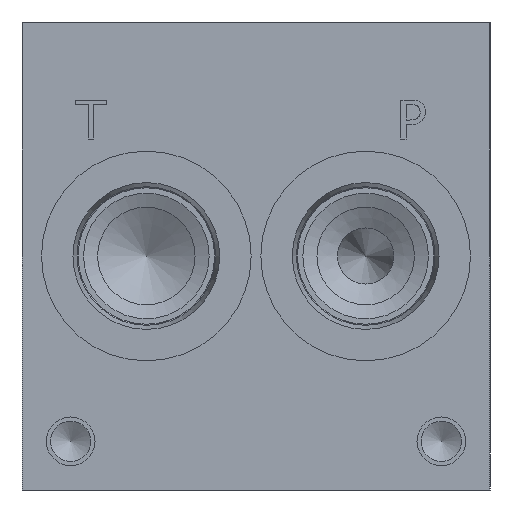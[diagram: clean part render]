
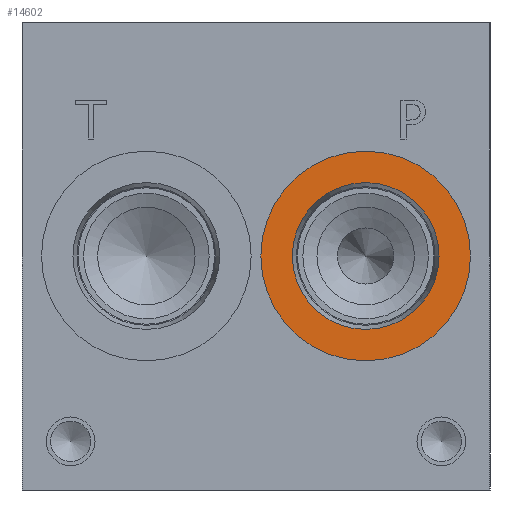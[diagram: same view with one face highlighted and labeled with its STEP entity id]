
A CAD part, left-side view. The second image highlights one B-rep face of the part: STEP entity #14602.
In plain terms, the highlighted planar face has unit normal (-1, 0, 0).
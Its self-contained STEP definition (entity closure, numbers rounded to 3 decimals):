
#410=CIRCLE('',#15424,17.069);
#411=CIRCLE('',#15425,17.069);
#412=CIRCLE('',#15426,11.951);
#615=FACE_BOUND('',#2592,.T.);
#1040=PLANE('',#15423);
#1744=FACE_OUTER_BOUND('',#2591,.T.);
#2591=EDGE_LOOP('',(#12807,#12808));
#2592=EDGE_LOOP('',(#12809));
#6956=VERTEX_POINT('',#24980);
#6957=VERTEX_POINT('',#24981);
#6958=VERTEX_POINT('',#24984);
#8952=EDGE_CURVE('',#6956,#6957,#410,.T.);
#8953=EDGE_CURVE('',#6957,#6956,#411,.T.);
#8954=EDGE_CURVE('',#6958,#6958,#412,.T.);
#12807=ORIENTED_EDGE('',*,*,#8952,.T.);
#12808=ORIENTED_EDGE('',*,*,#8953,.T.);
#12809=ORIENTED_EDGE('',*,*,#8954,.F.);
#14602=ADVANCED_FACE('',(#1744,#615),#1040,.T.);
#15423=AXIS2_PLACEMENT_3D('',#24979,#18344,#18345);
#15424=AXIS2_PLACEMENT_3D('',#24982,#18346,#18347);
#15425=AXIS2_PLACEMENT_3D('',#24983,#18348,#18349);
#15426=AXIS2_PLACEMENT_3D('',#24985,#18350,#18351);
#18344=DIRECTION('center_axis',(-1.,0.,0.));
#18345=DIRECTION('ref_axis',(0.,1.,0.));
#18346=DIRECTION('center_axis',(-1.,0.,0.));
#18347=DIRECTION('ref_axis',(0.,1.,0.));
#18348=DIRECTION('center_axis',(-1.,0.,0.));
#18349=DIRECTION('ref_axis',(0.,1.,0.));
#18350=DIRECTION('center_axis',(-1.,0.,0.));
#18351=DIRECTION('ref_axis',(0.,1.,0.));
#24979=CARTESIAN_POINT('Origin',(0.787,20.244,38.1));
#24980=CARTESIAN_POINT('',(0.787,37.313,38.1));
#24981=CARTESIAN_POINT('',(0.787,3.175,38.1));
#24982=CARTESIAN_POINT('Origin',(0.787,20.244,38.1));
#24983=CARTESIAN_POINT('Origin',(0.787,20.244,38.1));
#24984=CARTESIAN_POINT('',(0.787,8.293,38.1));
#24985=CARTESIAN_POINT('Origin',(0.787,20.244,38.1));
